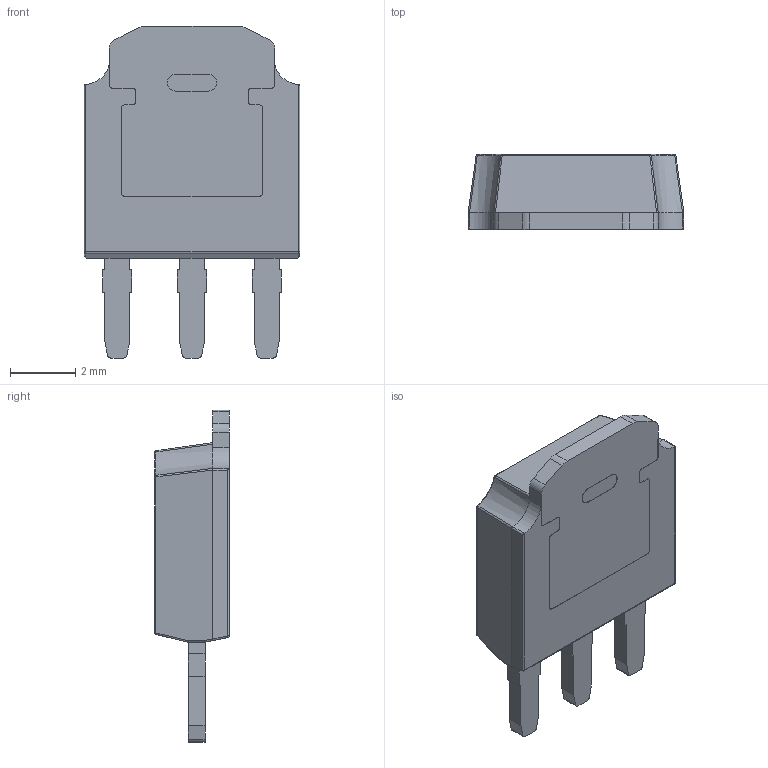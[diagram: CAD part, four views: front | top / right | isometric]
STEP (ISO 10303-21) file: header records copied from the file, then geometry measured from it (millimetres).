
FILE_DESCRIPTION (( 'STEP AP214' ), '1' );
FILE_NAME ('5D5D5FFE-D763-4091-B34A-88DEA42EB5F2.STEP', '2024-04-21T09:41:35', ( '' ), ( '' ), 'SwSTEP 2.0', 'SolidWorks 2022', '' );
FILE_SCHEMA (( 'AUTOMOTIVE_DESIGN' ));
Length unit declared in the file: millimetre
Products named in the file (1): 5D5D5FFE-D763-4091-B34A-88DEA42EB5F2
Bounding box: 6.6 x 2.29 x 10.15 mm (x, y, z)
Volume: 90.5 mm3; surface area: 159.5 mm2
Topology: 1 solids, 1 shells, 134 faces, 372 edges, 234 vertices
Faces by surface type: plane 75, cylinder 43, sphere 8, bspline 4, cone 2, torus 2
Entity records: 4871 total; most frequent: CARTESIAN_POINT 945, ORIENTED_EDGE 728, DIRECTION 676, EDGE_CURVE 364, VECTOR 250, LINE 250, VERTEX_POINT 234, AXIS2_PLACEMENT_3D 213
